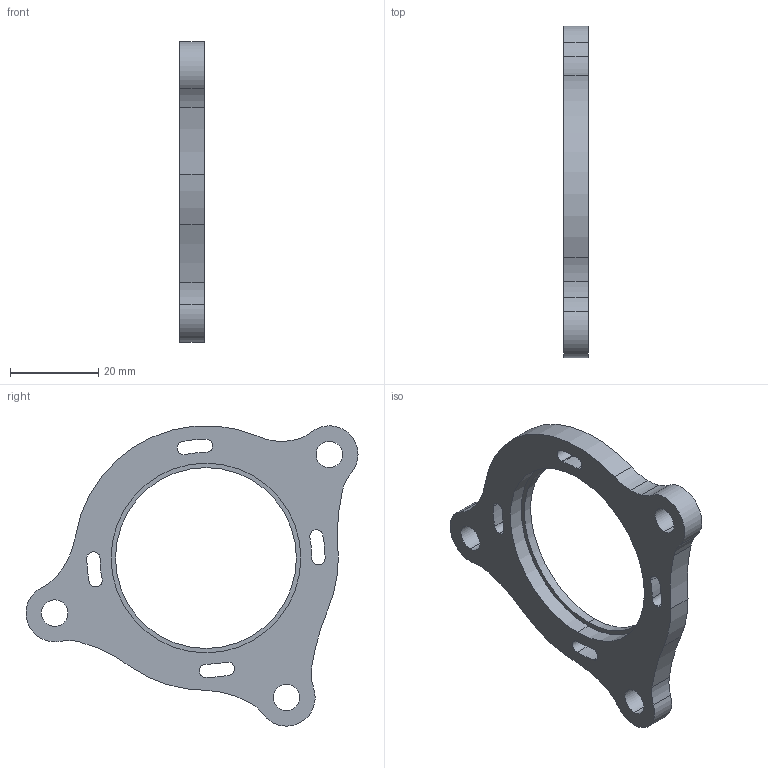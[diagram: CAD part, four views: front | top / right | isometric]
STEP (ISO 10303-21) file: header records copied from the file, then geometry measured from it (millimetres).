
FILE_DESCRIPTION (( 'STEP AP214' ), '1' );
FILE_NAME ('ISG05 tab.STEP', '2018-12-17T18:36:41', ( '' ), ( '' ), 'SwSTEP 2.0', 'SolidWorks 2017', '' );
FILE_SCHEMA (( 'AUTOMOTIVE_DESIGN' ));
Length unit declared in the file: millimetre
Products named in the file (1): ISG05 tab
Bounding box: 5.5 x 75.25 x 68.07 mm (x, y, z)
Volume: 9864.2 mm3; surface area: 6531.8 mm2
Topology: 1 solids, 1 shells, 72 faces, 188 edges, 119 vertices
Faces by surface type: cylinder 50, cone 19, plane 3
Entity records: 2325 total; most frequent: DIRECTION 453, CARTESIAN_POINT 380, ORIENTED_EDGE 376, AXIS2_PLACEMENT_3D 192, EDGE_CURVE 188, CIRCLE 119, VERTEX_POINT 119, EDGE_LOOP 89
